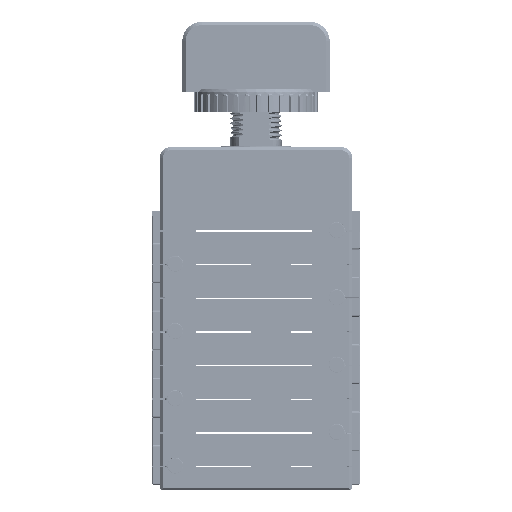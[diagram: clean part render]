
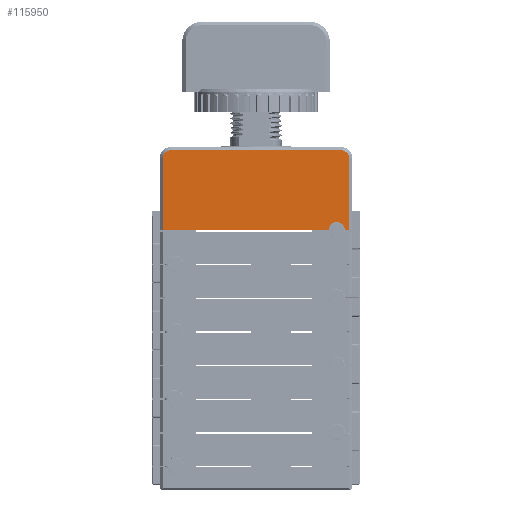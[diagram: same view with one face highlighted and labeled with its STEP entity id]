
A CAD part, top view. The second image highlights one B-rep face of the part: STEP entity #115950.
In plain terms, the highlighted planar face has unit normal (0, 0, 1).
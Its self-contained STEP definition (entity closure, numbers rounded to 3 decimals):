
#2649=DIRECTION('',(0.,1.,0.));
#2650=VECTOR('',#2649,22.4);
#2651=CARTESIAN_POINT('',(29.,6.2,22.5));
#2652=LINE('',#2651,#2650);
#2661=CARTESIAN_POINT('',(-26.7,28.6,22.5));
#2662=DIRECTION('',(0.,0.,1.));
#2663=DIRECTION('',(0.,1.,0.));
#2664=AXIS2_PLACEMENT_3D('',#2661,#2662,#2663);
#2666=DIRECTION('',(-1.,0.,0.));
#2667=VECTOR('',#2666,53.4);
#2668=CARTESIAN_POINT('',(26.7,30.9,22.5));
#2669=LINE('',#2668,#2667);
#2670=CARTESIAN_POINT('',(26.7,28.6,22.5));
#2671=DIRECTION('',(0.,0.,1.));
#2672=DIRECTION('',(1.,0.,0.));
#2673=AXIS2_PLACEMENT_3D('',#2670,#2671,#2672);
#2675=DIRECTION('',(1.,0.,0.));
#2676=VECTOR('',#2675,1.305);
#2677=CARTESIAN_POINT('',(27.695,6.2,22.5));
#2678=LINE('',#2677,#2676);
#2679=CARTESIAN_POINT('',(25.2,6.05,22.5));
#2680=DIRECTION('',(0.,0.,1.));
#2681=DIRECTION('',(0.998,0.06,0.));
#2682=AXIS2_PLACEMENT_3D('',#2679,#2680,#2681);
#2684=DIRECTION('',(1.,0.,0.));
#2685=VECTOR('',#2684,51.705);
#2686=CARTESIAN_POINT('',(-29.,6.2,22.5));
#2687=LINE('',#2686,#2685);
#2696=DIRECTION('',(0.,-1.,0.));
#2697=VECTOR('',#2696,22.4);
#2698=CARTESIAN_POINT('',(-29.,28.6,22.5));
#2699=LINE('',#2698,#2697);
#105282=CARTESIAN_POINT('',(27.695,6.2,22.5));
#105284=VERTEX_POINT('',#105282);
#105286=CARTESIAN_POINT('',(22.705,6.2,22.5));
#105288=VERTEX_POINT('',#105286);
#105359=CARTESIAN_POINT('',(-29.,6.2,22.5));
#105360=VERTEX_POINT('',#105359);
#105361=CARTESIAN_POINT('',(29.,6.2,22.5));
#105362=VERTEX_POINT('',#105361);
#106894=CARTESIAN_POINT('',(-26.7,30.9,22.5));
#106895=CARTESIAN_POINT('',(-29.,28.6,22.5));
#106896=VERTEX_POINT('',#106894);
#106897=VERTEX_POINT('',#106895);
#106902=CARTESIAN_POINT('',(26.7,30.9,22.5));
#106903=VERTEX_POINT('',#106902);
#106906=CARTESIAN_POINT('',(29.,28.6,22.5));
#106907=VERTEX_POINT('',#106906);
#115928=CARTESIAN_POINT('',(-30.,10.5,22.5));
#115929=DIRECTION('',(0.,0.,1.));
#115930=DIRECTION('',(1.,0.,0.));
#115931=AXIS2_PLACEMENT_3D('',#115928,#115929,#115930);
#115932=PLANE('',#115931);
#115934=ORIENTED_EDGE('',*,*,#115933,.F.);
#115936=ORIENTED_EDGE('',*,*,#115935,.F.);
#115938=ORIENTED_EDGE('',*,*,#115937,.F.);
#115940=ORIENTED_EDGE('',*,*,#115939,.F.);
#115941=ORIENTED_EDGE('',*,*,#115914,.F.);
#115943=ORIENTED_EDGE('',*,*,#115942,.F.);
#115945=ORIENTED_EDGE('',*,*,#115944,.T.);
#115947=ORIENTED_EDGE('',*,*,#115946,.F.);
#115948=EDGE_LOOP('',(#115934,#115936,#115938,#115940,#115941,#115943,#115945,
#115947));
#115949=FACE_OUTER_BOUND('',#115948,.F.);
#115950=ADVANCED_FACE('',(#115949),#115932,.T.);
#2665=CIRCLE('',#2664,2.3);
#2674=CIRCLE('',#2673,2.3);
#2683=CIRCLE('',#2682,2.5);
#115914=EDGE_CURVE('',#105362,#106907,#2652,.T.);
#115933=EDGE_CURVE('',#106897,#105360,#2699,.T.);
#115935=EDGE_CURVE('',#106896,#106897,#2665,.T.);
#115937=EDGE_CURVE('',#106903,#106896,#2669,.T.);
#115939=EDGE_CURVE('',#106907,#106903,#2674,.T.);
#115942=EDGE_CURVE('',#105284,#105362,#2678,.T.);
#115944=EDGE_CURVE('',#105284,#105288,#2683,.T.);
#115946=EDGE_CURVE('',#105360,#105288,#2687,.T.);
